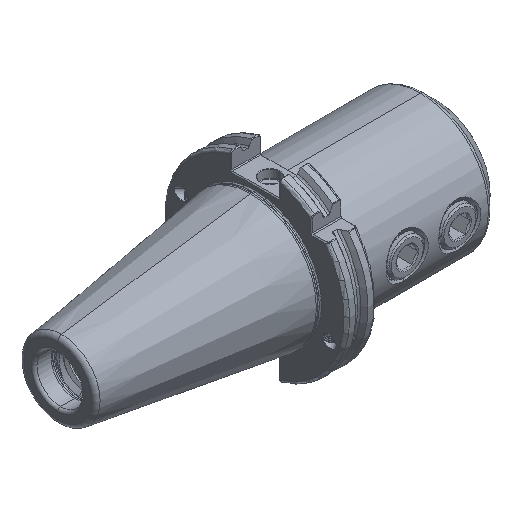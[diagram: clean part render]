
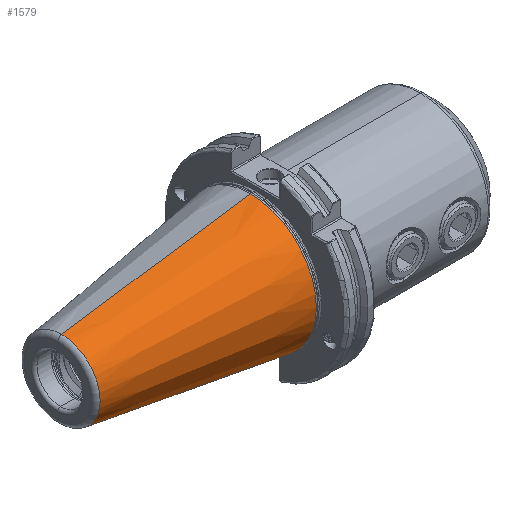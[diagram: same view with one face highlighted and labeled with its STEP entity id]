
A CAD part, isometric view. The second image highlights one B-rep face of the part: STEP entity #1579.
In plain terms, the highlighted conical face has half-angle 8.297 degrees and reference radius 35.392 mm.
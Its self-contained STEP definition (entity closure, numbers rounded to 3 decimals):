
#129 = AXIS2_PLACEMENT_3D ( 'NONE', #30422, #30409, #30399 ) ;
#436 = AXIS2_PLACEMENT_3D ( 'NONE', #32504, #32480, #32481 ) ;
#467 = AXIS2_PLACEMENT_3D ( 'NONE', #33046, #33047, #33053 ) ;
#528 = AXIS2_PLACEMENT_3D ( 'NONE', #5371, #5374, #5376 ) ;
#1579 = ADVANCED_FACE ( 'NONE', ( #40801 ), #40784, .T. ) ;
#2253 = LINE ( 'NONE', #3256, #2289 ) ;
#2289 = VECTOR ( 'NONE', #3267, 1000. ) ;
#2316 = VECTOR ( 'NONE', #4883, 1000. ) ;
#2339 = LINE ( 'NONE', #4907, #2316 ) ;
#2365 = CIRCLE ( 'NONE', #528, 35.027 ) ;
#3256 = CARTESIAN_POINT ( 'NONE',  ( 0., 0., -35.392 ) ) ;
#3267 = DIRECTION ( 'NONE',  ( 0.99, 0., -0.144 ) ) ;
#4437 = VERTEX_POINT ( 'NONE', #29167 ) ;
#4453 = VERTEX_POINT ( 'NONE', #29125 ) ;
#4883 = DIRECTION ( 'NONE',  ( 0.99, 0., 0.144 ) ) ;
#4907 = CARTESIAN_POINT ( 'NONE',  ( 0., 0., 35.392 ) ) ;
#5371 = CARTESIAN_POINT ( 'NONE',  ( -2.5, 0., 0. ) ) ;
#5374 = DIRECTION ( 'NONE',  ( 1., 0., 0. ) ) ;
#5376 = DIRECTION ( 'NONE',  ( 0., 1., 0. ) ) ;
#8309 = CARTESIAN_POINT ( 'NONE',  ( -102.811, 0., 20.399 ) ) ;
#8918 = ORIENTED_EDGE ( 'NONE', *, *, #42789, .F. ) ;
#8940 = ORIENTED_EDGE ( 'NONE', *, *, #42731, .T. ) ;
#8975 = ORIENTED_EDGE ( 'NONE', *, *, #42418, .F. ) ;
#8997 = ORIENTED_EDGE ( 'NONE', *, *, #42505, .T. ) ;
#9011 = ORIENTED_EDGE ( 'NONE', *, *, #42854, .F. ) ;
#12161 = VERTEX_POINT ( 'NONE', #8309 ) ;
#27290 = EDGE_LOOP ( 'NONE', ( #8918, #8997, #8940, #8975, #9011 ) ) ;
#29125 = CARTESIAN_POINT ( 'NONE',  ( -102.811, 0., -20.399 ) ) ;
#29167 = CARTESIAN_POINT ( 'NONE',  ( -2.5, -35.027, 0. ) ) ;
#30399 = DIRECTION ( 'NONE',  ( 0., 0., -1. ) ) ;
#30409 = DIRECTION ( 'NONE',  ( 1., 0., 0. ) ) ;
#30422 = CARTESIAN_POINT ( 'NONE',  ( 0., 0., 0. ) ) ;
#31897 = CARTESIAN_POINT ( 'NONE',  ( -2.5, 0., -35.027 ) ) ;
#31944 = CARTESIAN_POINT ( 'NONE',  ( -2.5, 0., 35.027 ) ) ;
#32480 = DIRECTION ( 'NONE',  ( 1., 0., 0. ) ) ;
#32481 = DIRECTION ( 'NONE',  ( 0., 1., 0. ) ) ;
#32504 = CARTESIAN_POINT ( 'NONE',  ( -2.5, 0., 0. ) ) ;
#33046 = CARTESIAN_POINT ( 'NONE',  ( -102.811, 0., 0. ) ) ;
#33047 = DIRECTION ( 'NONE',  ( 1., 0., 0. ) ) ;
#33053 = DIRECTION ( 'NONE',  ( 0., 0., 1. ) ) ;
#37677 = CIRCLE ( 'NONE', #436, 35.027 ) ;
#37731 = CIRCLE ( 'NONE', #467, 20.399 ) ;
#40784 = CONICAL_SURFACE ( 'NONE', #129, 35.392, 0.145 ) ;
#40801 = FACE_OUTER_BOUND ( 'NONE', #27290, .T. ) ;
#42326 = VERTEX_POINT ( 'NONE', #31944 ) ;
#42328 = VERTEX_POINT ( 'NONE', #31897 ) ;
#42418 = EDGE_CURVE ( 'NONE', #4437, #42328, #37677, .T. ) ;
#42505 = EDGE_CURVE ( 'NONE', #12161, #4453, #37731, .T. ) ;
#42731 = EDGE_CURVE ( 'NONE', #4453, #42328, #2253, .T. ) ;
#42789 = EDGE_CURVE ( 'NONE', #12161, #42326, #2339, .T. ) ;
#42854 = EDGE_CURVE ( 'NONE', #42326, #4437, #2365, .T. ) ;
